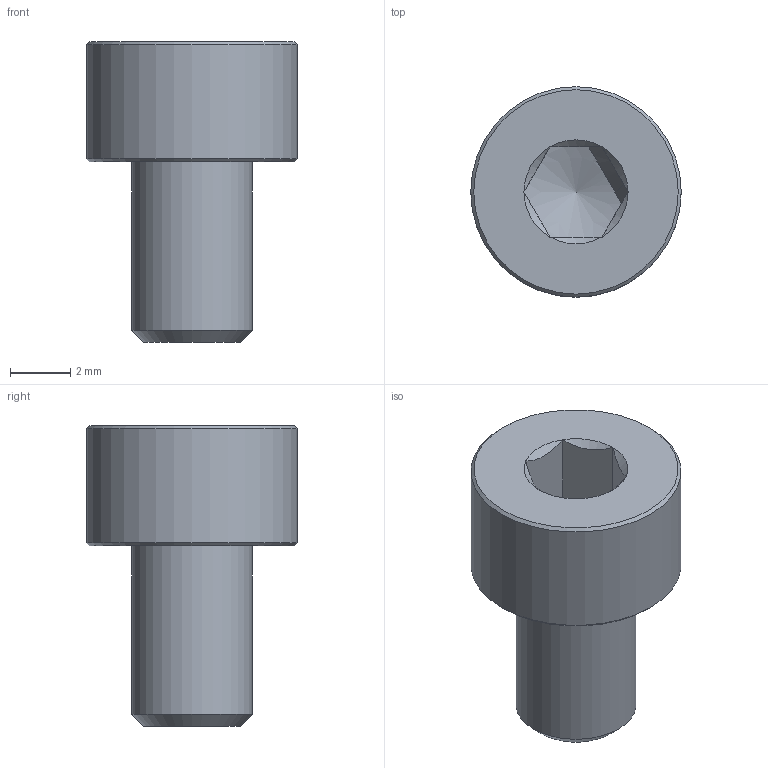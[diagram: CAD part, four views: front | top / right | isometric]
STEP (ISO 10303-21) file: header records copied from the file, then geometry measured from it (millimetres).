
FILE_DESCRIPTION(('FreeCAD Model'),'2;1');
FILE_NAME('ISO4762_Hex_Socket_Head_Cap_Screw_M4x6.step', '2014-11-23T13:52:44',('FreeCAD'),('FreeCAD'), 'Open CASCADE STEP processor 6.7','FreeCAD','Unknown');
FILE_SCHEMA(('AUTOMOTIVE_DESIGN_CC2 { 1 2 10303 214 -1 1 5 4 }'));
Length unit declared in the file: millimetre
Products named in the file (1): Chamfer002
Bounding box: 7 x 7 x 10 mm (x, y, z)
Volume: 202.3 mm3; surface area: 266.3 mm2
Topology: 1 solids, 1 shells, 23 faces, 56 edges, 36 vertices
Faces by surface type: cone 10, plane 9, cylinder 2, bspline 2
Full cylindrical faces by diameter (mm): 4 x1, 7 x1
Entity records: 2233 total; most frequent: CARTESIAN_POINT 1200, DIRECTION 164, ORIENTED_EDGE 110, PCURVE 110, DEFINITIONAL_REPRESENTATION 110, LINE 62, VECTOR 62, B_SPLINE_CURVE_WITH_KNOTS 58
